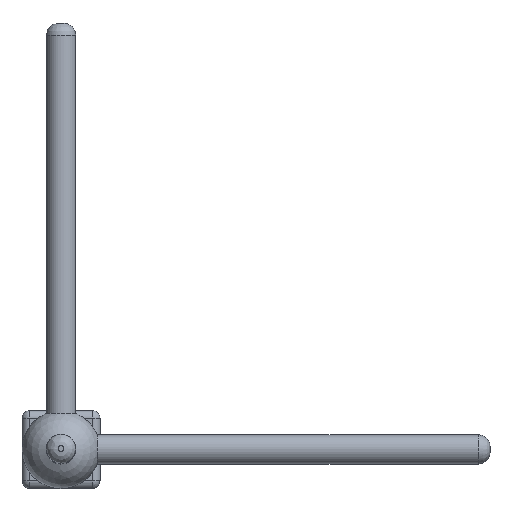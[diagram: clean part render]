
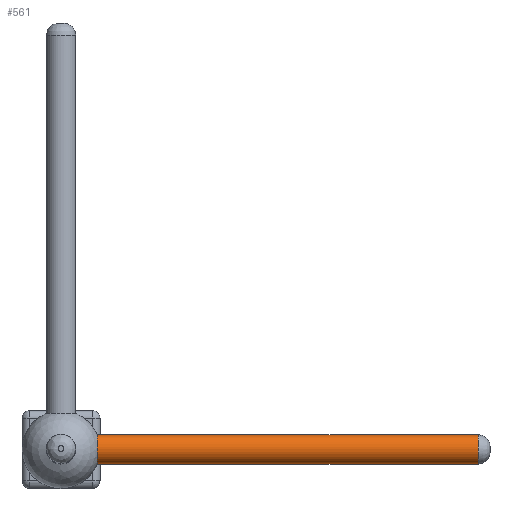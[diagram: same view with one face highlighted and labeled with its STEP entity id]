
A CAD part, top view. The second image highlights one B-rep face of the part: STEP entity #561.
In plain terms, the highlighted cylindrical face has radius 3.75 mm (diameter 7.5 mm), a full revolution.
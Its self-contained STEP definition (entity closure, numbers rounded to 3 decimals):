
#93=LINE('',#1099,#123);
#123=VECTOR('',#908,3.75);
#141=CYLINDRICAL_SURFACE('',#707,3.75);
#180=FACE_OUTER_BOUND('',#224,.T.);
#224=EDGE_LOOP('',(#504,#505,#506,#507));
#264=CIRCLE('',#706,3.75);
#265=CIRCLE('',#708,3.75);
#301=VERTEX_POINT('',#1093);
#302=VERTEX_POINT('',#1097);
#369=EDGE_CURVE('',#301,#301,#264,.T.);
#370=EDGE_CURVE('',#302,#302,#265,.T.);
#371=EDGE_CURVE('',#302,#301,#93,.T.);
#504=ORIENTED_EDGE('',*,*,#370,.F.);
#505=ORIENTED_EDGE('',*,*,#371,.T.);
#506=ORIENTED_EDGE('',*,*,#369,.F.);
#507=ORIENTED_EDGE('',*,*,#371,.F.);
#561=ADVANCED_FACE('',(#180),#141,.T.);
#706=AXIS2_PLACEMENT_3D('',#1095,#902,#903);
#707=AXIS2_PLACEMENT_3D('',#1096,#904,#905);
#708=AXIS2_PLACEMENT_3D('',#1098,#906,#907);
#902=DIRECTION('center_axis',(0.,0.,1.));
#903=DIRECTION('ref_axis',(-1.,0.,0.));
#904=DIRECTION('center_axis',(0.,0.,-1.));
#905=DIRECTION('ref_axis',(1.,0.,0.));
#906=DIRECTION('center_axis',(0.,0.,-1.));
#907=DIRECTION('ref_axis',(1.,0.,0.));
#908=DIRECTION('',(0.,0.,1.));
#1093=CARTESIAN_POINT('',(-3.75,0.,102.));
#1095=CARTESIAN_POINT('Origin',(0.,0.,102.));
#1096=CARTESIAN_POINT('Origin',(0.,0.,105.));
#1097=CARTESIAN_POINT('',(-3.75,0.,0.));
#1098=CARTESIAN_POINT('Origin',(0.,0.,0.));
#1099=CARTESIAN_POINT('',(-3.75,0.,105.));
